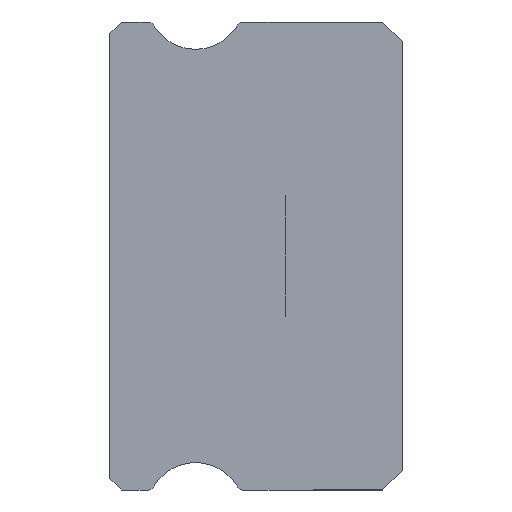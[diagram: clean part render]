
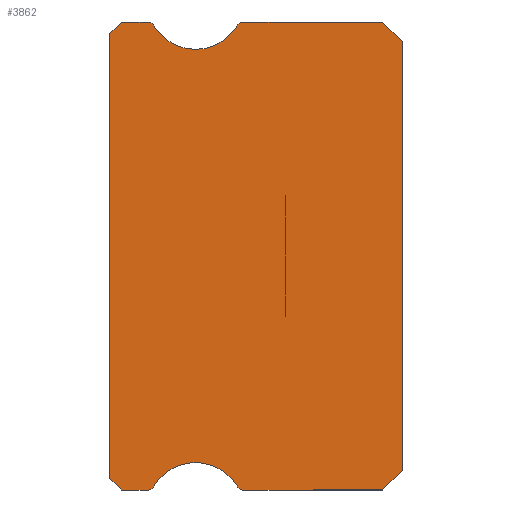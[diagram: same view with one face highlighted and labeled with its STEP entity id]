
A CAD part, left-side view. The second image highlights one B-rep face of the part: STEP entity #3862.
In plain terms, the highlighted planar face has unit normal (-1, 0, 0).
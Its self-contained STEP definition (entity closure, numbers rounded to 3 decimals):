
#21 = CARTESIAN_POINT ( 'NONE',  ( -5., 4.088, -5.85 ) ) ;
#68 = VERTEX_POINT ( 'NONE', #2225 ) ;
#70 = CARTESIAN_POINT ( 'NONE',  ( -5., 7.5, 5.85 ) ) ;
#104 = CARTESIAN_POINT ( 'NONE',  ( -5., 0., -5.5 ) ) ;
#129 = VECTOR ( 'NONE', #2500, 1000. ) ;
#135 = CARTESIAN_POINT ( 'NONE',  ( -5., 4.088, 6. ) ) ;
#165 = CARTESIAN_POINT ( 'NONE',  ( -5., 6.512, -6. ) ) ;
#181 = EDGE_LOOP ( 'NONE', ( #2170, #3702, #1648, #1576, #3513, #2078, #3956, #2370, #2285, #3131, #2493, #938, #3219, #1053, #1931, #3102, #3720 ) ) ;
#260 = VERTEX_POINT ( 'NONE', #1189 ) ;
#306 = VERTEX_POINT ( 'NONE', #2526 ) ;
#328 = PLANE ( 'NONE',  #3119 ) ;
#343 = CARTESIAN_POINT ( 'NONE',  ( -5., 6.512, -6. ) ) ;
#347 = EDGE_CURVE ( 'NONE', #608, #68, #3838, .T. ) ;
#395 = EDGE_CURVE ( 'NONE', #2016, #1969, #2257, .T. ) ;
#440 = LINE ( 'NONE', #3896, #816 ) ;
#443 = CARTESIAN_POINT ( 'NONE',  ( -5., 6.512, -5.85 ) ) ;
#451 = DIRECTION ( 'NONE',  ( -1., 0., 0. ) ) ;
#474 = VECTOR ( 'NONE', #2363, 1000. ) ;
#480 = CARTESIAN_POINT ( 'NONE',  ( -5., 7.2, -6. ) ) ;
#513 = VERTEX_POINT ( 'NONE', #621 ) ;
#563 = CIRCLE ( 'NONE', #4212, 1.25 ) ;
#608 = VERTEX_POINT ( 'NONE', #1378 ) ;
#621 = CARTESIAN_POINT ( 'NONE',  ( -5., 6.383, -5.925 ) ) ;
#633 = EDGE_CURVE ( 'NONE', #2374, #306, #3848, .T. ) ;
#677 = FACE_OUTER_BOUND ( 'NONE', #181, .T. ) ;
#684 = VERTEX_POINT ( 'NONE', #2816 ) ;
#691 = VERTEX_POINT ( 'NONE', #4226 ) ;
#799 = DIRECTION ( 'NONE',  ( 0., -1., 0. ) ) ;
#806 = CARTESIAN_POINT ( 'NONE',  ( -5., 7.2, 6. ) ) ;
#816 = VECTOR ( 'NONE', #4258, 1000. ) ;
#861 = VECTOR ( 'NONE', #3500, 1000. ) ;
#867 = AXIS2_PLACEMENT_3D ( 'NONE', #1847, #1171, #2551 ) ;
#938 = ORIENTED_EDGE ( 'NONE', *, *, #2114, .F. ) ;
#946 = VECTOR ( 'NONE', #2911, 1000. ) ;
#951 = CARTESIAN_POINT ( 'NONE',  ( -5., 5.3, 5.3 ) ) ;
#973 = EDGE_CURVE ( 'NONE', #513, #306, #2093, .T. ) ;
#1031 = VECTOR ( 'NONE', #2139, 1000. ) ;
#1053 = ORIENTED_EDGE ( 'NONE', *, *, #1827, .F. ) ;
#1134 = EDGE_CURVE ( 'NONE', #68, #3792, #4134, .T. ) ;
#1138 = CARTESIAN_POINT ( 'NONE',  ( -5., 6.512, 6. ) ) ;
#1145 = LINE ( 'NONE', #806, #129 ) ;
#1171 = DIRECTION ( 'NONE',  ( 1., 0., 0. ) ) ;
#1189 = CARTESIAN_POINT ( 'NONE',  ( -5., 4.217, -5.925 ) ) ;
#1210 = DIRECTION ( 'NONE',  ( 0., 1., 0. ) ) ;
#1234 = CARTESIAN_POINT ( 'NONE',  ( -5., 4.088, 5.85 ) ) ;
#1284 = AXIS2_PLACEMENT_3D ( 'NONE', #2115, #1390, #2019 ) ;
#1306 = DIRECTION ( 'NONE',  ( 0., 0., -1. ) ) ;
#1341 = CARTESIAN_POINT ( 'NONE',  ( -5., 4.217, 5.925 ) ) ;
#1378 = CARTESIAN_POINT ( 'NONE',  ( -5., 6.512, 6. ) ) ;
#1379 = DIRECTION ( 'NONE',  ( 1., 0., 0. ) ) ;
#1390 = DIRECTION ( 'NONE',  ( -1., 0., 0. ) ) ;
#1411 = DIRECTION ( 'NONE',  ( 1., 0., 0. ) ) ;
#1497 = LINE ( 'NONE', #70, #861 ) ;
#1576 = ORIENTED_EDGE ( 'NONE', *, *, #633, .T. ) ;
#1582 = AXIS2_PLACEMENT_3D ( 'NONE', #1234, #1640, #1306 ) ;
#1640 = DIRECTION ( 'NONE',  ( 1., 0., 0. ) ) ;
#1648 = ORIENTED_EDGE ( 'NONE', *, *, #4364, .T. ) ;
#1679 = VERTEX_POINT ( 'NONE', #1341 ) ;
#1827 = EDGE_CURVE ( 'NONE', #3792, #1679, #563, .T. ) ;
#1847 = CARTESIAN_POINT ( 'NONE',  ( -5., 6.512, 5.85 ) ) ;
#1931 = ORIENTED_EDGE ( 'NONE', *, *, #1134, .F. ) ;
#1933 = EDGE_CURVE ( 'NONE', #260, #513, #2097, .T. ) ;
#1969 = VERTEX_POINT ( 'NONE', #4434 ) ;
#2016 = VERTEX_POINT ( 'NONE', #2710 ) ;
#2017 = AXIS2_PLACEMENT_3D ( 'NONE', #443, #4309, #3930 ) ;
#2019 = DIRECTION ( 'NONE',  ( 0., 0., -1. ) ) ;
#2020 = EDGE_CURVE ( 'NONE', #1679, #3884, #2103, .T. ) ;
#2052 = CARTESIAN_POINT ( 'NONE',  ( -5., 7.5, 5.7 ) ) ;
#2066 = DIRECTION ( 'NONE',  ( 0., -0.707, -0.707 ) ) ;
#2078 = ORIENTED_EDGE ( 'NONE', *, *, #1933, .F. ) ;
#2093 = CIRCLE ( 'NONE', #2017, 0.15 ) ;
#2097 = CIRCLE ( 'NONE', #3248, 1.25 ) ;
#2103 = CIRCLE ( 'NONE', #1582, 0.15 ) ;
#2114 = EDGE_CURVE ( 'NONE', #3884, #2200, #2494, .T. ) ;
#2115 = CARTESIAN_POINT ( 'NONE',  ( -5., 5.3, 6.55 ) ) ;
#2139 = DIRECTION ( 'NONE',  ( 0., -1., 0. ) ) ;
#2148 = EDGE_CURVE ( 'NONE', #3376, #2016, #2515, .T. ) ;
#2170 = ORIENTED_EDGE ( 'NONE', *, *, #3042, .T. ) ;
#2187 = CARTESIAN_POINT ( 'NONE',  ( -5., 5.3, 6.55 ) ) ;
#2200 = VERTEX_POINT ( 'NONE', #4242 ) ;
#2225 = CARTESIAN_POINT ( 'NONE',  ( -5., 6.383, 5.925 ) ) ;
#2243 = CARTESIAN_POINT ( 'NONE',  ( -5., 0., 5.5 ) ) ;
#2257 = LINE ( 'NONE', #165, #4061 ) ;
#2285 = ORIENTED_EDGE ( 'NONE', *, *, #2148, .F. ) ;
#2363 = DIRECTION ( 'NONE',  ( 0., 0.707, -0.707 ) ) ;
#2370 = ORIENTED_EDGE ( 'NONE', *, *, #395, .F. ) ;
#2374 = VERTEX_POINT ( 'NONE', #480 ) ;
#2493 = ORIENTED_EDGE ( 'NONE', *, *, #3130, .F. ) ;
#2494 = LINE ( 'NONE', #1138, #2527 ) ;
#2500 = DIRECTION ( 'NONE',  ( 0., 1., 0. ) ) ;
#2515 = LINE ( 'NONE', #104, #946 ) ;
#2526 = CARTESIAN_POINT ( 'NONE',  ( -5., 6.512, -6. ) ) ;
#2527 = VECTOR ( 'NONE', #799, 1000. ) ;
#2549 = CARTESIAN_POINT ( 'NONE',  ( -5., 0., -5.5 ) ) ;
#2551 = DIRECTION ( 'NONE',  ( 0., 0., -1. ) ) ;
#2566 = EDGE_CURVE ( 'NONE', #3376, #3542, #2637, .T. ) ;
#2598 = CARTESIAN_POINT ( 'NONE',  ( -5., 0., 5.5 ) ) ;
#2617 = CARTESIAN_POINT ( 'NONE',  ( -5., 5.3, -6.55 ) ) ;
#2637 = LINE ( 'NONE', #2598, #3475 ) ;
#2710 = CARTESIAN_POINT ( 'NONE',  ( -5., 0.5, -6. ) ) ;
#2816 = CARTESIAN_POINT ( 'NONE',  ( -5., 7.5, 5.7 ) ) ;
#2911 = DIRECTION ( 'NONE',  ( 0., 0.707, -0.707 ) ) ;
#2987 = DIRECTION ( 'NONE',  ( 0., 0., -1. ) ) ;
#3042 = EDGE_CURVE ( 'NONE', #3604, #684, #4424, .T. ) ;
#3102 = ORIENTED_EDGE ( 'NONE', *, *, #347, .F. ) ;
#3119 = AXIS2_PLACEMENT_3D ( 'NONE', #4507, #1379, #3807 ) ;
#3125 = CARTESIAN_POINT ( 'NONE',  ( -5., 0.5, 6. ) ) ;
#3130 = EDGE_CURVE ( 'NONE', #2200, #3542, #3995, .T. ) ;
#3131 = ORIENTED_EDGE ( 'NONE', *, *, #2566, .T. ) ;
#3219 = ORIENTED_EDGE ( 'NONE', *, *, #2020, .F. ) ;
#3248 = AXIS2_PLACEMENT_3D ( 'NONE', #2617, #4464, #2987 ) ;
#3259 = AXIS2_PLACEMENT_3D ( 'NONE', #21, #1411, #4133 ) ;
#3275 = DIRECTION ( 'NONE',  ( 0., 0., -1. ) ) ;
#3313 = EDGE_CURVE ( 'NONE', #691, #684, #1497, .T. ) ;
#3319 = EDGE_CURVE ( 'NONE', #608, #3604, #1145, .T. ) ;
#3376 = VERTEX_POINT ( 'NONE', #2549 ) ;
#3475 = VECTOR ( 'NONE', #4037, 1000. ) ;
#3500 = DIRECTION ( 'NONE',  ( 0., 0., 1. ) ) ;
#3513 = ORIENTED_EDGE ( 'NONE', *, *, #973, .F. ) ;
#3542 = VERTEX_POINT ( 'NONE', #2243 ) ;
#3604 = VERTEX_POINT ( 'NONE', #4281 ) ;
#3702 = ORIENTED_EDGE ( 'NONE', *, *, #3313, .F. ) ;
#3720 = ORIENTED_EDGE ( 'NONE', *, *, #3319, .T. ) ;
#3762 = VECTOR ( 'NONE', #2066, 1000. ) ;
#3792 = VERTEX_POINT ( 'NONE', #951 ) ;
#3807 = DIRECTION ( 'NONE',  ( 0., 0., -1. ) ) ;
#3838 = CIRCLE ( 'NONE', #867, 0.15 ) ;
#3848 = LINE ( 'NONE', #343, #1031 ) ;
#3852 = EDGE_CURVE ( 'NONE', #1969, #260, #4153, .T. ) ;
#3862 = ADVANCED_FACE ( 'NONE', ( #677 ), #328, .F. ) ;
#3884 = VERTEX_POINT ( 'NONE', #135 ) ;
#3896 = CARTESIAN_POINT ( 'NONE',  ( -5., 7.2, -6. ) ) ;
#3930 = DIRECTION ( 'NONE',  ( 0., 0., -1. ) ) ;
#3956 = ORIENTED_EDGE ( 'NONE', *, *, #3852, .F. ) ;
#3995 = LINE ( 'NONE', #3125, #3762 ) ;
#4037 = DIRECTION ( 'NONE',  ( 0., 0., 1. ) ) ;
#4061 = VECTOR ( 'NONE', #1210, 1000. ) ;
#4133 = DIRECTION ( 'NONE',  ( 0., 0., -1. ) ) ;
#4134 = CIRCLE ( 'NONE', #1284, 1.25 ) ;
#4153 = CIRCLE ( 'NONE', #3259, 0.15 ) ;
#4212 = AXIS2_PLACEMENT_3D ( 'NONE', #2187, #451, #3275 ) ;
#4226 = CARTESIAN_POINT ( 'NONE',  ( -5., 7.5, -5.7 ) ) ;
#4242 = CARTESIAN_POINT ( 'NONE',  ( -5., 0.5, 6. ) ) ;
#4258 = DIRECTION ( 'NONE',  ( 0., -0.707, -0.707 ) ) ;
#4281 = CARTESIAN_POINT ( 'NONE',  ( -5., 7.2, 6. ) ) ;
#4309 = DIRECTION ( 'NONE',  ( 1., 0., 0. ) ) ;
#4364 = EDGE_CURVE ( 'NONE', #691, #2374, #440, .T. ) ;
#4424 = LINE ( 'NONE', #2052, #474 ) ;
#4434 = CARTESIAN_POINT ( 'NONE',  ( -5., 4.088, -6. ) ) ;
#4464 = DIRECTION ( 'NONE',  ( -1., 0., 0. ) ) ;
#4507 = CARTESIAN_POINT ( 'NONE',  ( -5., 6.512, 5.85 ) ) ;
